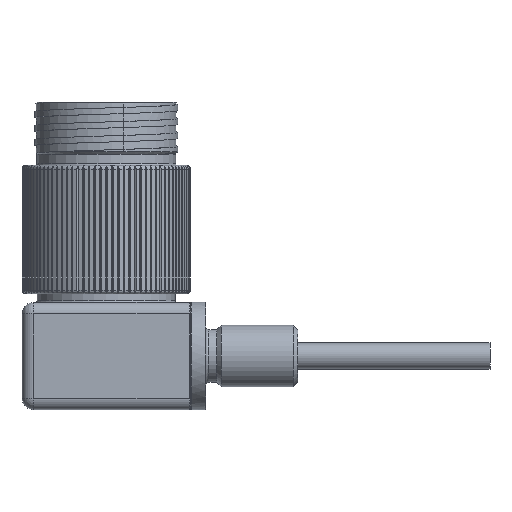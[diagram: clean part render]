
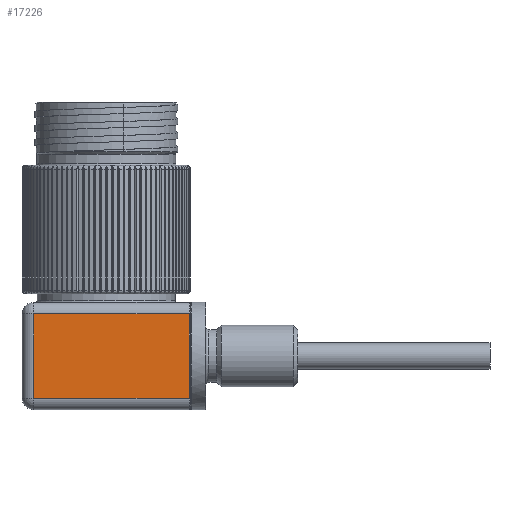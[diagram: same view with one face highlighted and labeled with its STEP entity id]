
A CAD part, left-side view. The second image highlights one B-rep face of the part: STEP entity #17226.
In plain terms, the highlighted planar face has unit normal (-1, 0, 0).
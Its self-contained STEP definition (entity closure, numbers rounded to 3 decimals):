
#1487=PLANE('',#18824);
#2444=FACE_OUTER_BOUND('',#3417,.T.);
#3417=EDGE_LOOP('',(#15006,#15007,#15008,#15009));
#4423=LINE('',#42378,#5383);
#4424=LINE('',#42380,#5384);
#4425=LINE('',#42382,#5385);
#4426=LINE('',#42383,#5386);
#5383=VECTOR('',#22884,1000.);
#5384=VECTOR('',#22885,1000.);
#5385=VECTOR('',#22886,1000.);
#5386=VECTOR('',#22887,1000.);
#7743=VERTEX_POINT('',#42376);
#7744=VERTEX_POINT('',#42377);
#7745=VERTEX_POINT('',#42379);
#7746=VERTEX_POINT('',#42381);
#10175=EDGE_CURVE('',#7743,#7744,#4423,.T.);
#10176=EDGE_CURVE('',#7744,#7745,#4424,.T.);
#10177=EDGE_CURVE('',#7745,#7746,#4425,.T.);
#10178=EDGE_CURVE('',#7746,#7743,#4426,.T.);
#15006=ORIENTED_EDGE('',*,*,#10175,.T.);
#15007=ORIENTED_EDGE('',*,*,#10176,.T.);
#15008=ORIENTED_EDGE('',*,*,#10177,.T.);
#15009=ORIENTED_EDGE('',*,*,#10178,.T.);
#17226=ADVANCED_FACE('',(#2444),#1487,.T.);
#18824=AXIS2_PLACEMENT_3D('',#42375,#22882,#22883);
#22882=DIRECTION('center_axis',(-1.,0.,0.));
#22883=DIRECTION('ref_axis',(0.,0.,1.));
#22884=DIRECTION('',(0.,-1.,0.));
#22885=DIRECTION('',(0.,0.,1.));
#22886=DIRECTION('',(0.,1.,0.));
#22887=DIRECTION('',(0.,0.,-1.));
#42375=CARTESIAN_POINT('Origin',(-17.463,0.,38.1));
#42376=CARTESIAN_POINT('',(-17.463,15.081,2.388));
#42377=CARTESIAN_POINT('',(-17.463,-17.209,2.388));
#42378=CARTESIAN_POINT('',(-17.463,-17.463,2.388));
#42379=CARTESIAN_POINT('',(-17.463,-17.209,19.837));
#42380=CARTESIAN_POINT('',(-17.463,-17.209,38.1));
#42381=CARTESIAN_POINT('',(-17.463,15.081,19.837));
#42382=CARTESIAN_POINT('',(-17.463,15.081,19.837));
#42383=CARTESIAN_POINT('',(-17.463,15.081,38.1));
